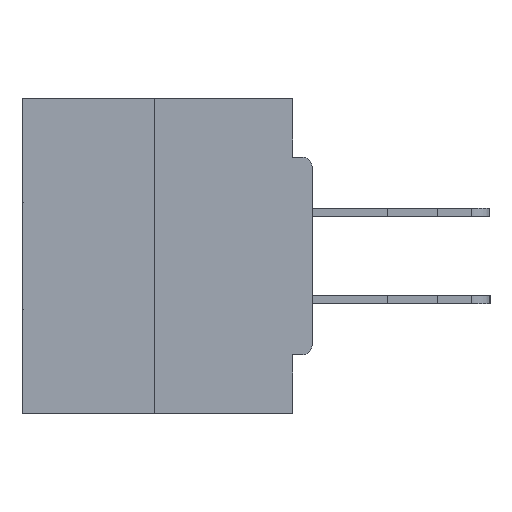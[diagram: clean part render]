
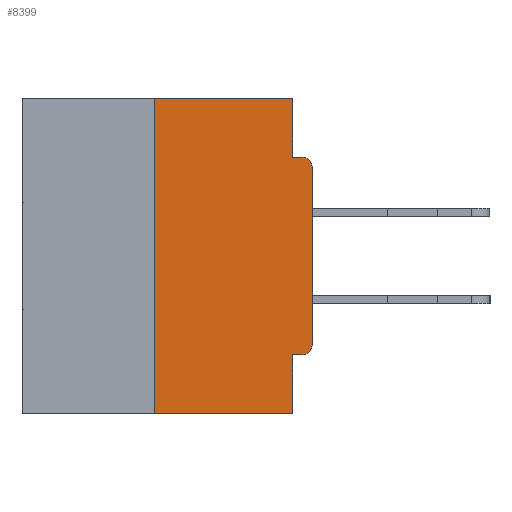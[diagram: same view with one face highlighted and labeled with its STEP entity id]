
A CAD part, left-side view. The second image highlights one B-rep face of the part: STEP entity #8399.
In plain terms, the highlighted planar face has unit normal (-1, 0, 0).
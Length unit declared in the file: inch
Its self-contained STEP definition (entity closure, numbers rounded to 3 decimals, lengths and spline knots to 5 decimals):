
#151 = CARTESIAN_POINT ( 'NONE',  ( 0., 0.031, -0.4065 ) ) ;
#444 = CARTESIAN_POINT ( 'NONE',  ( 0., 0.46, -0.5 ) ) ;
#557 = CARTESIAN_POINT ( 'NONE',  ( 0., 0.25, 0. ) ) ;
#604 = CARTESIAN_POINT ( 'NONE',  ( 0., 0.46, 0. ) ) ;
#775 = LINE ( 'NONE', #15823, #12419 ) ;
#2974 = DIRECTION ( 'NONE',  ( 0., 0., -1. ) ) ;
#3372 = DIRECTION ( 'NONE',  ( -1., 0., 0. ) ) ;
#3492 = CARTESIAN_POINT ( 'NONE',  ( 0., 0.46, 0. ) ) ;
#3654 = FACE_OUTER_BOUND ( 'NONE', #19035, .T. ) ;
#5255 = DIRECTION ( 'NONE',  ( 0., 0., -1. ) ) ;
#5662 = VERTEX_POINT ( 'NONE', #151 ) ;
#5920 = CARTESIAN_POINT ( 'NONE',  ( 0., 0., -0.1085 ) ) ;
#6811 = DIRECTION ( 'NONE',  ( 0., 0., -1. ) ) ;
#7485 = DIRECTION ( 'NONE',  ( 1., 0., 0. ) ) ;
#8152 = AXIS2_PLACEMENT_3D ( 'NONE', #21679, #15404, #2974 ) ;
#8399 = ADVANCED_FACE ( 'NONE', ( #3654 ), #13400, .F. ) ;
#8445 = CARTESIAN_POINT ( 'NONE',  ( 0., 0., -0.3915 ) ) ;
#9548 = ORIENTED_EDGE ( 'NONE', *, *, #13188, .T. ) ;
#10609 = CARTESIAN_POINT ( 'NONE',  ( 0., 0., -0.4065 ) ) ;
#11162 = CARTESIAN_POINT ( 'NONE',  ( 0., 0.031, 0. ) ) ;
#11540 = EDGE_CURVE ( 'NONE', #26262, #19796, #22293, .T. ) ;
#12419 = VECTOR ( 'NONE', #24959, 39.37008 ) ;
#13188 = EDGE_CURVE ( 'NONE', #29643, #27789, #20555, .T. ) ;
#13400 = PLANE ( 'NONE',  #21275 ) ;
#14518 = VERTEX_POINT ( 'NONE', #5920 ) ;
#14818 = EDGE_CURVE ( 'NONE', #5662, #31812, #17456, .T. ) ;
#15345 = LINE ( 'NONE', #15940, #28354 ) ;
#15404 = DIRECTION ( 'NONE',  ( -1., 0., 0. ) ) ;
#15823 = CARTESIAN_POINT ( 'NONE',  ( 0., 0., 0. ) ) ;
#15940 = CARTESIAN_POINT ( 'NONE',  ( 0., 0., -0.0935 ) ) ;
#16038 = ORIENTED_EDGE ( 'NONE', *, *, #18977, .T. ) ;
#16130 = VERTEX_POINT ( 'NONE', #28915 ) ;
#17456 = LINE ( 'NONE', #39020, #32978 ) ;
#18806 = CARTESIAN_POINT ( 'NONE',  ( 0., 0.015, -0.3915 ) ) ;
#18921 = DIRECTION ( 'NONE',  ( 0., -1., 0. ) ) ;
#18977 = EDGE_CURVE ( 'NONE', #14518, #34904, #24356, .T. ) ;
#19035 = EDGE_LOOP ( 'NONE', ( #20419, #33294, #27350, #22432, #25150, #9548, #33659, #16038, #35460, #31639 ) ) ;
#19796 = VERTEX_POINT ( 'NONE', #30732 ) ;
#20148 = DIRECTION ( 'NONE',  ( 0., 1., 0. ) ) ;
#20419 = ORIENTED_EDGE ( 'NONE', *, *, #31103, .F. ) ;
#20555 = CIRCLE ( 'NONE', #35478, 0.015 ) ;
#21275 = AXIS2_PLACEMENT_3D ( 'NONE', #604, #7485, #38590 ) ;
#21679 = CARTESIAN_POINT ( 'NONE',  ( 0., 0.015, -0.1085 ) ) ;
#21978 = LINE ( 'NONE', #3492, #28275 ) ;
#22234 = CARTESIAN_POINT ( 'NONE',  ( 0., 0.031, 0. ) ) ;
#22293 = LINE ( 'NONE', #557, #32242 ) ;
#22432 = ORIENTED_EDGE ( 'NONE', *, *, #14818, .F. ) ;
#22683 = CARTESIAN_POINT ( 'NONE',  ( 0., 0.25, -0.5 ) ) ;
#24356 = CIRCLE ( 'NONE', #8152, 0.015 ) ;
#24453 = EDGE_CURVE ( 'NONE', #27789, #14518, #775, .T. ) ;
#24959 = DIRECTION ( 'NONE',  ( 0., 0., 1. ) ) ;
#25150 = ORIENTED_EDGE ( 'NONE', *, *, #35680, .F. ) ;
#25548 = DIRECTION ( 'NONE',  ( 0., 0., 1. ) ) ;
#26262 = VERTEX_POINT ( 'NONE', #22683 ) ;
#26515 = VECTOR ( 'NONE', #20148, 39.37008 ) ;
#27055 = VECTOR ( 'NONE', #5255, 39.37008 ) ;
#27350 = ORIENTED_EDGE ( 'NONE', *, *, #29892, .T. ) ;
#27789 = VERTEX_POINT ( 'NONE', #8445 ) ;
#28114 = VERTEX_POINT ( 'NONE', #22234 ) ;
#28275 = VECTOR ( 'NONE', #18921, 39.37008 ) ;
#28294 = LINE ( 'NONE', #444, #39889 ) ;
#28354 = VECTOR ( 'NONE', #30985, 39.37008 ) ;
#28893 = LINE ( 'NONE', #10609, #26515 ) ;
#28915 = CARTESIAN_POINT ( 'NONE',  ( 0., 0.031, -0.0935 ) ) ;
#29360 = CARTESIAN_POINT ( 'NONE',  ( 0., 0.015, -0.4065 ) ) ;
#29643 = VERTEX_POINT ( 'NONE', #29360 ) ;
#29796 = CARTESIAN_POINT ( 'NONE',  ( 0., 0.015, -0.0935 ) ) ;
#29875 = DIRECTION ( 'NONE',  ( 0., 0., -1. ) ) ;
#29892 = EDGE_CURVE ( 'NONE', #26262, #31812, #28294, .T. ) ;
#30732 = CARTESIAN_POINT ( 'NONE',  ( 0., 0.25, 0. ) ) ;
#30985 = DIRECTION ( 'NONE',  ( 0., -1., 0. ) ) ;
#31103 = EDGE_CURVE ( 'NONE', #19796, #28114, #21978, .T. ) ;
#31639 = ORIENTED_EDGE ( 'NONE', *, *, #34441, .F. ) ;
#31812 = VERTEX_POINT ( 'NONE', #33448 ) ;
#32242 = VECTOR ( 'NONE', #25548, 39.37008 ) ;
#32978 = VECTOR ( 'NONE', #29875, 39.37008 ) ;
#33294 = ORIENTED_EDGE ( 'NONE', *, *, #11540, .F. ) ;
#33448 = CARTESIAN_POINT ( 'NONE',  ( 0., 0.031, -0.5 ) ) ;
#33659 = ORIENTED_EDGE ( 'NONE', *, *, #24453, .T. ) ;
#33767 = EDGE_CURVE ( 'NONE', #16130, #34904, #15345, .T. ) ;
#34441 = EDGE_CURVE ( 'NONE', #28114, #16130, #35944, .T. ) ;
#34904 = VERTEX_POINT ( 'NONE', #29796 ) ;
#35460 = ORIENTED_EDGE ( 'NONE', *, *, #33767, .F. ) ;
#35478 = AXIS2_PLACEMENT_3D ( 'NONE', #18806, #3372, #6811 ) ;
#35680 = EDGE_CURVE ( 'NONE', #29643, #5662, #28893, .T. ) ;
#35944 = LINE ( 'NONE', #11162, #27055 ) ;
#37658 = DIRECTION ( 'NONE',  ( 0., -1., 0. ) ) ;
#38590 = DIRECTION ( 'NONE',  ( 0., 0., -1. ) ) ;
#39020 = CARTESIAN_POINT ( 'NONE',  ( 0., 0.031, -0.5 ) ) ;
#39889 = VECTOR ( 'NONE', #37658, 39.37008 ) ;
